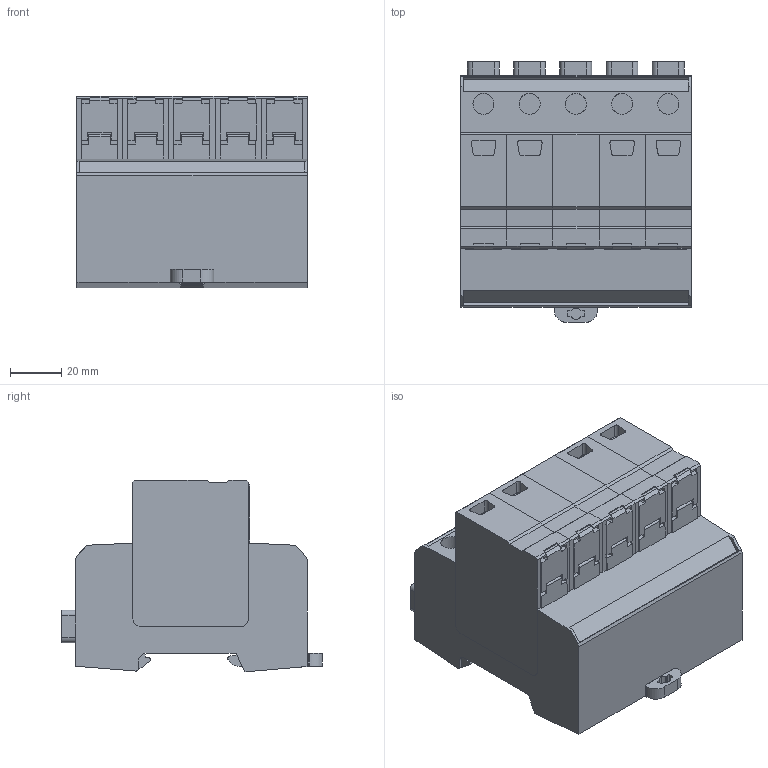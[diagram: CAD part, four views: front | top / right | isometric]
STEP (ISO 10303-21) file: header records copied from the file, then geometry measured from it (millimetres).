
FILE_DESCRIPTION(('CATIA V5 STEP Exchange','CAx-IF Rec.Pracs.--- Model Styling and Organization---1.4--- 2014-01-23'),'2;1');
FILE_NAME ('D1512449_4', '2022-01-26T12:38:18+00:00', ('none'), ('Weidmueller'), 'CATIA Version 5-6 Release 2016 SP3 HF44', 'CATIA V5 STEP AP214', 'none');
FILE_SCHEMA(('AUTOMOTIVE_DESIGN { 1 0 10303 214 1 1 1 1 }'));
Length unit declared in the file: millimetre
Products named in the file (1): S3D_VPU_PV_I_II_5_XXX
Bounding box: 90 x 101.66 x 74.75 mm (x, y, z)
Volume: 460168.9 mm3; surface area: 106128.5 mm2
Topology: 36 solids, 36 shells, 1040 faces, 2997 edges, 2083 vertices
Faces by surface type: plane 770, cylinder 199, extrusion 71
Entity records: 35267 total; most frequent: CARTESIAN_POINT 8134, ORIENTED_EDGE 5994, DIRECTION 4241, EDGE_CURVE 2997, VECTOR 2330, LINE 2259, VERTEX_POINT 2083, AXIS2_PLACEMENT_3D 1176
